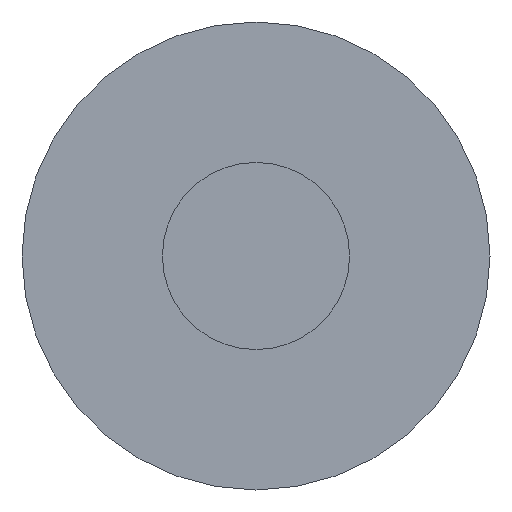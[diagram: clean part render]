
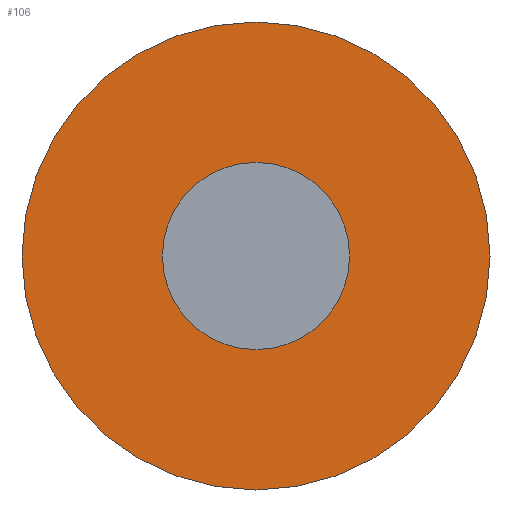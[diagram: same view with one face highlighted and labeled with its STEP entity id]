
A CAD part, left-side view. The second image highlights one B-rep face of the part: STEP entity #106.
In plain terms, the highlighted planar face has unit normal (-1, 0, 0).
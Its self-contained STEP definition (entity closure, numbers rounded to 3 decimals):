
#27=CARTESIAN_POINT('POINT3',(15.875,3.175,
   0.));
#28=VERTEX_POINT('VERTEX3',#27);
#29=CARTESIAN_POINT('POINT4',(15.875,-3.175,0.));
#30=VERTEX_POINT('VERTEX4',#29);
#31=CARTESIAN_POINT('POS4',(15.875,0.,0.));
#32=DIRECTION('DIR7',(1.,0.,0.));
#33=DIRECTION('DIR8',(0.,1.,0.));
#34=AXIS2_PLACEMENT_3D('AXIS4',#31,#32,#33);
#35=CIRCLE('ELLIPSE3',#34,3.175);
#36=EDGE_CURVE('EDGE3',#28,#30,#35,.T.);
#61=CARTESIAN_POINT('POS8',(15.875,0.,0.));
#62=DIRECTION('DIR13',(-1.,0.,0.));
#63=DIRECTION('DIR14',(0.,1.,0.));
#64=AXIS2_PLACEMENT_3D('AXIS6',#61,#62,#63);
#65=CIRCLE('ELLIPSE4',#64,3.175);
#66=EDGE_CURVE('EDGE6',#28,#30,#65,.T.);
#77=ORIENTED_EDGE('COEDGE11',*,*,#66,.T.);
#78=ORIENTED_EDGE('COEDGE12',*,*,#36,.F.);
#79=EDGE_LOOP('NONE',(#77,#78));
#80=FACE_BOUND('LOOP1',#79,.T.);
#81=CARTESIAN_POINT('POINT5',(15.875,0.,
   1.27));
#82=VERTEX_POINT('VERTEX5',#81);
#83=CARTESIAN_POINT('POINT6',(15.875,0.,-1.27));
#84=VERTEX_POINT('VERTEX6',#83);
#85=CARTESIAN_POINT('POS10',(15.875,0.,0.
   ));
#86=DIRECTION('DIR17',(1.,0.,
   0.));
#87=DIRECTION('DIR18',(0.,0.,
   1.));
#88=AXIS2_PLACEMENT_3D('AXIS8',#85,#86,#87);
#89=CIRCLE('ELLIPSE5',#88,1.27);
#90=EDGE_CURVE('EDGE7',#82,#84,#89,.T.);
#91=ORIENTED_EDGE('COEDGE13',*,*,#90,.T.);
#92=CARTESIAN_POINT('POS11',(15.875,0.,0.)
   );
#93=DIRECTION('DIR19',(1.,0.,
   0.));
#94=DIRECTION('DIR20',(0.,0.,
   -1.));
#95=AXIS2_PLACEMENT_3D('AXIS9',#92,#93,#94);
#96=CIRCLE('ELLIPSE6',#95,1.27);
#97=EDGE_CURVE('EDGE8',#84,#82,#96,.T.);
#98=ORIENTED_EDGE('COEDGE14',*,*,#97,.T.);
#99=EDGE_LOOP('NONE',(#91,#98));
#100=FACE_BOUND('LOOP1',#99,.T.);
#101=CARTESIAN_POINT('POS12',(15.875,0.,0.));
#102=DIRECTION('DIR21',(1.,0.,0.));
#103=DIRECTION('DIR22',(0.,1.,0.));
#104=AXIS2_PLACEMENT_3D('AXIS10',#101,#102,#103);
#105=PLANE('PLANE2',#104);
#106=ADVANCED_FACE('FACE4',(#80,#100),#105,.F.);
